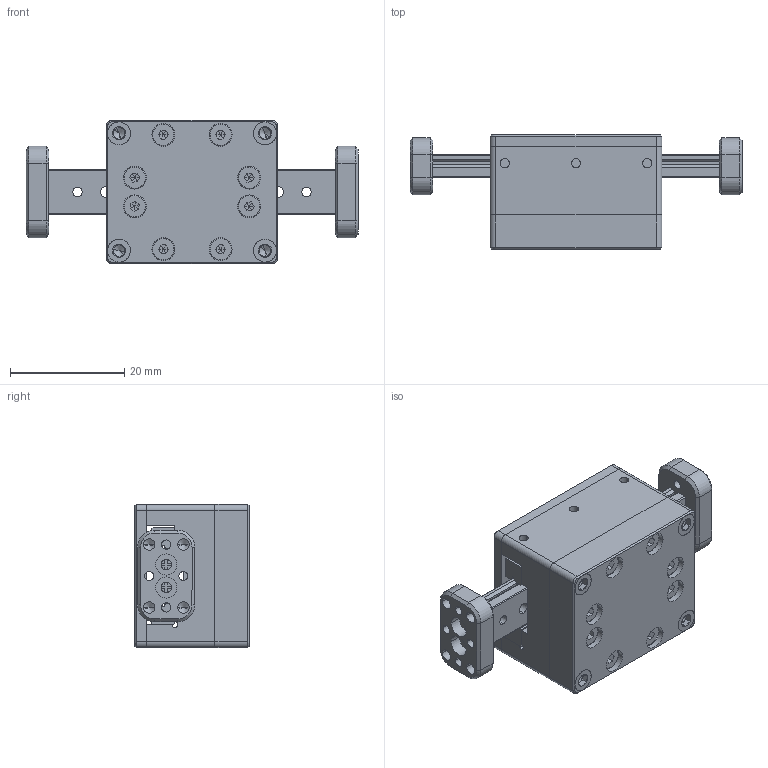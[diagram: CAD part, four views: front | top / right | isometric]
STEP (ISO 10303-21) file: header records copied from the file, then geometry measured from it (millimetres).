
FILE_DESCRIPTION (( 'STEP AP214' ), '1' );
FILE_NAME ('FDU030渲染.STEP', '2025-06-03T14:33:57', ( '' ), ( '' ), 'SwSTEP 2.0', 'SolidWorks 2020', '' );
FILE_SCHEMA (( 'AUTOMOTIVE_DESIGN' ));
Length unit declared in the file: millimetre
Products named in the file (10): 复件 复件 薄头内六角螺钉M2×6^FDU030渲染; FDU030渲染; 复件 动子转接^复件 FDU030Pro_渲染_FDU030渲染; 复件 复件 复件 VRM1-30【中间导轨】^复件 FDU030Pro_渲染_FDU030渲染; 复件 FDU030Pro_渲染^FDU030渲染; 盖子^FDU030渲染; 复件 【钛】沉头内六角螺钉M3×6^FDU030渲染; 复件 复件 复件 VRM1-30^FDU030渲染; 复件 底盖^FDU030渲染; 小主体^FDU030渲染
Assembly tree (27 placements, depth 3):
  FDU030渲染
    复件 复件 薄头内六角螺钉M2×6^FDU030渲染  x10
    盖子^FDU030渲染
    复件 【钛】沉头内六角螺钉M3×6^FDU030渲染  x8
    复件 复件 复件 VRM1-30^FDU030渲染  x2
    小主体^FDU030渲染
    复件 底盖^FDU030渲染
    复件 FDU030Pro_渲染^FDU030渲染
      复件 复件 复件 VRM1-30【中间导轨】^复件 FDU030Pro_渲染_FDU030渲染
      复件 动子转接^复件 FDU030Pro_渲染_FDU030渲染  x2
Bounding box: 58 x 20 x 25 mm (x, y, z)
Volume: 10126.3 mm3; surface area: 13541.1 mm2
Topology: 34 solids, 34 shells, 1082 faces, 2600 edges, 1572 vertices
Faces by surface type: plane 444, cylinder 330, cone 212, torus 96
Entity records: 17144 total; most frequent: DIRECTION 2873, CARTESIAN_POINT 2799, ORIENTED_EDGE 2602, EDGE_CURVE 1301, AXIS2_PLACEMENT_3D 1062, VERTEX_POINT 826, LINE 749, VECTOR 749
